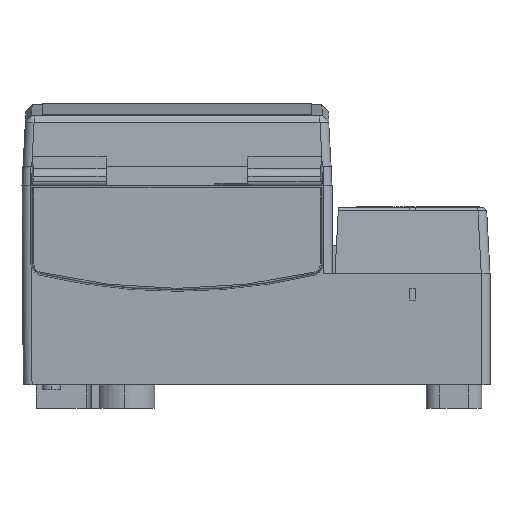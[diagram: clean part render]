
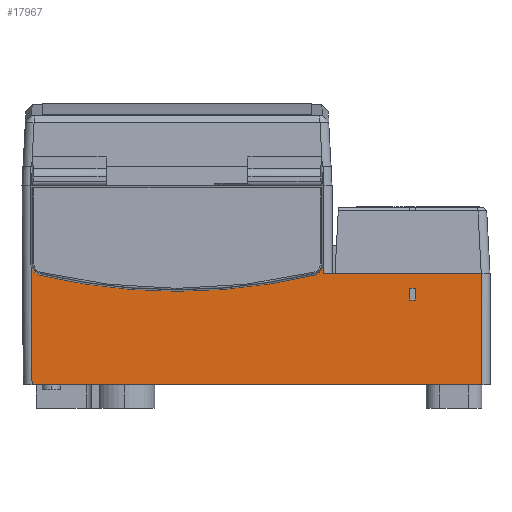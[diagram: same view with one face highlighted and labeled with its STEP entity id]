
A CAD part, left-side view. The second image highlights one B-rep face of the part: STEP entity #17967.
In plain terms, the highlighted planar face has unit normal (-1, 0, -0.006).
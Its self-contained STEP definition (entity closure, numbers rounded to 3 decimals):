
#199 = CARTESIAN_POINT ( 'NONE',  ( -83., -79.5, 0. ) ) ;
#634 = VECTOR ( 'NONE', #15632, 1000. ) ;
#670 = CARTESIAN_POINT ( 'NONE',  ( -84.04, 0., 165.542 ) ) ;
#1227 = CARTESIAN_POINT ( 'NONE',  ( -82.755, 53., -39. ) ) ;
#1292 = DIRECTION ( 'NONE',  ( 0.006, 0., -1. ) ) ;
#1327 = CARTESIAN_POINT ( 'NONE',  ( -83., 53., 0. ) ) ;
#1404 = LINE ( 'NONE', #14245, #634 ) ;
#1470 = DIRECTION ( 'NONE',  ( -0.006, 0., 1. ) ) ;
#1583 = DIRECTION ( 'NONE',  ( -1., 0., -0.006 ) ) ;
#1957 = LINE ( 'NONE', #14822, #9428 ) ;
#2047 = CARTESIAN_POINT ( 'NONE',  ( -83., -50., 0. ) ) ;
#2070 = EDGE_CURVE ( 'NONE', #20231, #14332, #10996, .T. ) ;
#2126 = VECTOR ( 'NONE', #22194, 1000. ) ;
#2275 = CARTESIAN_POINT ( 'NONE',  ( -82.78, -81.5, -35. ) ) ;
#2363 = CARTESIAN_POINT ( 'NONE',  ( -82.833, 46., -26.569 ) ) ;
#2481 = EDGE_CURVE ( 'NONE', #13528, #8726, #13295, .T. ) ;
#2493 = DIRECTION ( 'NONE',  ( -1., 0., -0.006 ) ) ;
#2545 = VERTEX_POINT ( 'NONE', #19724 ) ;
#2870 = LINE ( 'NONE', #20058, #18241 ) ;
#2942 = ORIENTED_EDGE ( 'NONE', *, *, #12878, .T. ) ;
#3153 = CARTESIAN_POINT ( 'NONE',  ( -82.833, -50., -26.569 ) ) ;
#3597 = CARTESIAN_POINT ( 'NONE',  ( -82.573, 49.573, -68. ) ) ;
#3780 = VECTOR ( 'NONE', #14739, 1000. ) ;
#3941 = EDGE_CURVE ( 'NONE', #9323, #5503, #1404, .T. ) ;
#4286 = FACE_OUTER_BOUND ( 'NONE', #20546, .T. ) ;
#4380 = VERTEX_POINT ( 'NONE', #7713 ) ;
#4385 = EDGE_CURVE ( 'NONE', #9323, #7400, #10626, .T. ) ;
#4442 = FACE_BOUND ( 'NONE', #15847, .T. ) ;
#4560 = CIRCLE ( 'NONE', #20115, 201.545 ) ;
#4899 = CIRCLE ( 'NONE', #9096, 201.545 ) ;
#5010 = EDGE_CURVE ( 'NONE', #7949, #7123, #11846, .T. ) ;
#5503 = VERTEX_POINT ( 'NONE', #8760 ) ;
#5668 = EDGE_CURVE ( 'NONE', #18832, #4380, #21243, .T. ) ;
#5746 = LINE ( 'NONE', #1227, #20885 ) ;
#5925 = ORIENTED_EDGE ( 'NONE', *, *, #2481, .F. ) ;
#5945 = DIRECTION ( 'NONE',  ( -0.006, 0.006, 1. ) ) ;
#6753 = ORIENTED_EDGE ( 'NONE', *, *, #4385, .F. ) ;
#6919 = VECTOR ( 'NONE', #1470, 1000. ) ;
#7123 = VERTEX_POINT ( 'NONE', #17187 ) ;
#7400 = VERTEX_POINT ( 'NONE', #22822 ) ;
#7649 = CARTESIAN_POINT ( 'NONE',  ( -82.812, -104., -30. ) ) ;
#7713 = CARTESIAN_POINT ( 'NONE',  ( -82.809, 46.931, -30.459 ) ) ;
#7840 = DIRECTION ( 'NONE',  ( -1., 0., -0.006 ) ) ;
#7949 = VERTEX_POINT ( 'NONE', #3153 ) ;
#8205 = EDGE_CURVE ( 'NONE', #14332, #8726, #17538, .T. ) ;
#8399 = CARTESIAN_POINT ( 'NONE',  ( -82.573, -104., -68. ) ) ;
#8440 = DIRECTION ( 'NONE',  ( -1., 0., -0.006 ) ) ;
#8726 = VERTEX_POINT ( 'NONE', #7649 ) ;
#8760 = CARTESIAN_POINT ( 'NONE',  ( -82.755, -81.5, -39. ) ) ;
#8894 = CARTESIAN_POINT ( 'NONE',  ( -82.833, -46., -26.569 ) ) ;
#9096 = AXIS2_PLACEMENT_3D ( 'NONE', #670, #7840, #13267 ) ;
#9126 = CARTESIAN_POINT ( 'NONE',  ( -82.573, -53., -68. ) ) ;
#9136 = DIRECTION ( 'NONE',  ( 0.006, -0.006, -1. ) ) ;
#9323 = VERTEX_POINT ( 'NONE', #2275 ) ;
#9428 = VECTOR ( 'NONE', #5945, 1000. ) ;
#9815 = AXIS2_PLACEMENT_3D ( 'NONE', #2363, #18278, #13216 ) ;
#10365 = EDGE_CURVE ( 'NONE', #18832, #20231, #2870, .T. ) ;
#10393 = VECTOR ( 'NONE', #13121, 1000. ) ;
#10502 = AXIS2_PLACEMENT_3D ( 'NONE', #1327, #2493, #11302 ) ;
#10626 = LINE ( 'NONE', #13607, #10393 ) ;
#10996 = LINE ( 'NONE', #9126, #3780 ) ;
#11302 = DIRECTION ( 'NONE',  ( -0.006, 0., 1. ) ) ;
#11846 = LINE ( 'NONE', #2047, #19506 ) ;
#11981 = DIRECTION ( 'NONE',  ( 0., 1., 0. ) ) ;
#12047 = DIRECTION ( 'NONE',  ( -0.006, 0., 1. ) ) ;
#12332 = ORIENTED_EDGE ( 'NONE', *, *, #20924, .F. ) ;
#12510 = CARTESIAN_POINT ( 'NONE',  ( -82.826, 49.826, -27.737 ) ) ;
#12805 = ORIENTED_EDGE ( 'NONE', *, *, #5668, .F. ) ;
#12878 = EDGE_CURVE ( 'NONE', #13528, #7123, #1957, .T. ) ;
#13121 = DIRECTION ( 'NONE',  ( 0., 1., 0. ) ) ;
#13190 = AXIS2_PLACEMENT_3D ( 'NONE', #8894, #1583, #12047 ) ;
#13216 = DIRECTION ( 'NONE',  ( 0.006, 0., -1. ) ) ;
#13267 = DIRECTION ( 'NONE',  ( 0.006, 0., -1. ) ) ;
#13295 = LINE ( 'NONE', #16970, #13332 ) ;
#13332 = VECTOR ( 'NONE', #13547, 1000. ) ;
#13365 = CIRCLE ( 'NONE', #13190, 4. ) ;
#13528 = VERTEX_POINT ( 'NONE', #18377 ) ;
#13547 = DIRECTION ( 'NONE',  ( 0., -1., 0. ) ) ;
#13607 = CARTESIAN_POINT ( 'NONE',  ( -82.78, 53., -35. ) ) ;
#13888 = CARTESIAN_POINT ( 'NONE',  ( -83., -104., 0. ) ) ;
#13900 = VERTEX_POINT ( 'NONE', #16647 ) ;
#14245 = CARTESIAN_POINT ( 'NONE',  ( -83., -81.5, 0. ) ) ;
#14332 = VERTEX_POINT ( 'NONE', #8399 ) ;
#14739 = DIRECTION ( 'NONE',  ( 0., -1., 0. ) ) ;
#14743 = EDGE_CURVE ( 'NONE', #18742, #13900, #4560, .T. ) ;
#14822 = CARTESIAN_POINT ( 'NONE',  ( -83.004, -49.996, 0.647 ) ) ;
#14885 = ORIENTED_EDGE ( 'NONE', *, *, #18411, .T. ) ;
#15632 = DIRECTION ( 'NONE',  ( 0.006, 0., -1. ) ) ;
#15689 = EDGE_CURVE ( 'NONE', #13900, #7949, #13365, .T. ) ;
#15847 = EDGE_LOOP ( 'NONE', ( #6753, #18477, #14885, #18230 ) ) ;
#16461 = CARTESIAN_POINT ( 'NONE',  ( -82.774, 0., -35.999 ) ) ;
#16625 = PLANE ( 'NONE',  #10502 ) ;
#16647 = CARTESIAN_POINT ( 'NONE',  ( -82.809, -46.931, -30.459 ) ) ;
#16970 = CARTESIAN_POINT ( 'NONE',  ( -82.812, -53.188, -30. ) ) ;
#17167 = ORIENTED_EDGE ( 'NONE', *, *, #14743, .F. ) ;
#17187 = CARTESIAN_POINT ( 'NONE',  ( -83., -50., -0.021 ) ) ;
#17538 = LINE ( 'NONE', #13888, #2126 ) ;
#17967 = ADVANCED_FACE ( 'NONE', ( #4442, #4286 ), #16625, .T. ) ;
#18230 = ORIENTED_EDGE ( 'NONE', *, *, #19176, .T. ) ;
#18241 = VECTOR ( 'NONE', #9136, 1000. ) ;
#18276 = ORIENTED_EDGE ( 'NONE', *, *, #8205, .T. ) ;
#18278 = DIRECTION ( 'NONE',  ( -1., 0., -0.006 ) ) ;
#18377 = CARTESIAN_POINT ( 'NONE',  ( -82.812, -50.188, -30. ) ) ;
#18411 = EDGE_CURVE ( 'NONE', #5503, #2545, #5746, .T. ) ;
#18477 = ORIENTED_EDGE ( 'NONE', *, *, #3941, .T. ) ;
#18582 = ORIENTED_EDGE ( 'NONE', *, *, #15689, .F. ) ;
#18742 = VERTEX_POINT ( 'NONE', #16461 ) ;
#18832 = VERTEX_POINT ( 'NONE', #12510 ) ;
#19176 = EDGE_CURVE ( 'NONE', #2545, #7400, #22345, .T. ) ;
#19187 = DIRECTION ( 'NONE',  ( -0.006, 0., 1. ) ) ;
#19506 = VECTOR ( 'NONE', #19187, 1000. ) ;
#19724 = CARTESIAN_POINT ( 'NONE',  ( -82.755, -79.5, -39. ) ) ;
#20058 = CARTESIAN_POINT ( 'NONE',  ( -83., 50., 0.019 ) ) ;
#20115 = AXIS2_PLACEMENT_3D ( 'NONE', #20890, #8440, #1292 ) ;
#20231 = VERTEX_POINT ( 'NONE', #3597 ) ;
#20311 = ORIENTED_EDGE ( 'NONE', *, *, #10365, .T. ) ;
#20481 = ORIENTED_EDGE ( 'NONE', *, *, #2070, .T. ) ;
#20546 = EDGE_LOOP ( 'NONE', ( #12332, #12805, #20311, #20481, #18276, #5925, #2942, #21738, #18582, #17167 ) ) ;
#20885 = VECTOR ( 'NONE', #11981, 1000. ) ;
#20890 = CARTESIAN_POINT ( 'NONE',  ( -84.04, 0., 165.542 ) ) ;
#20924 = EDGE_CURVE ( 'NONE', #4380, #18742, #4899, .T. ) ;
#21243 = CIRCLE ( 'NONE', #9815, 4. ) ;
#21738 = ORIENTED_EDGE ( 'NONE', *, *, #5010, .F. ) ;
#22194 = DIRECTION ( 'NONE',  ( -0.006, 0., 1. ) ) ;
#22345 = LINE ( 'NONE', #199, #6919 ) ;
#22822 = CARTESIAN_POINT ( 'NONE',  ( -82.78, -79.5, -35. ) ) ;
